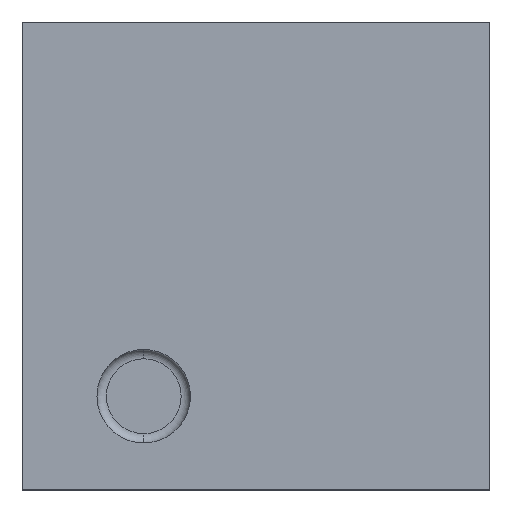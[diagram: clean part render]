
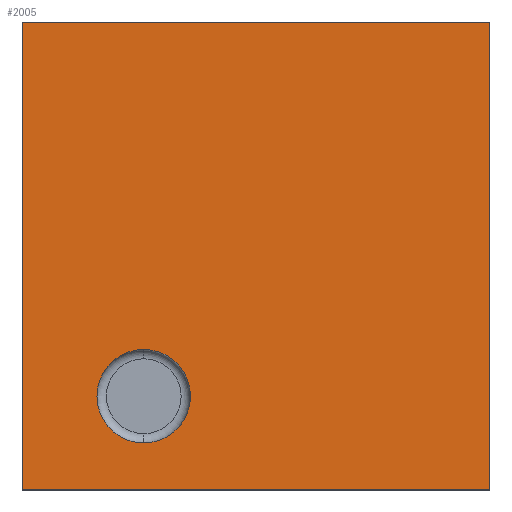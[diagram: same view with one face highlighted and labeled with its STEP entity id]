
A CAD part, top view. The second image highlights one B-rep face of the part: STEP entity #2005.
In plain terms, the highlighted planar face has unit normal (0, 0, 1).
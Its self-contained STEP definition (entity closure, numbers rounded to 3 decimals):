
#1827 = CARTESIAN_POINT ( 'NONE',  ( -0.6, -0.5, 0.8 ) ) ;
#1828 = VERTEX_POINT ( 'NONE', #1827 ) ;
#1836 = CARTESIAN_POINT ( 'NONE',  ( -0.6, -1., 0.8 ) ) ;
#1837 = VERTEX_POINT ( 'NONE', #1836 ) ;
#1838 = CARTESIAN_POINT ( 'NONE',  ( -0.6, -0.75, 0.8 ) ) ;
#1839 = DIRECTION ( 'NONE',  ( 0., 0., 1. ) ) ;
#1840 = DIRECTION ( 'NONE',  ( 0., -1., 0. ) ) ;
#1841 = AXIS2_PLACEMENT_3D ( 'NONE', #1838, #1839, #1840 ) ;
#1842 = CIRCLE ( 'NONE', #1841, 0.25) ;
#1843 = EDGE_CURVE ( 'NONE', #1828, #1837, #1842, .T. ) ;
#1870 = CARTESIAN_POINT ( 'NONE',  ( -1.25, -1.25, 0.8 ) ) ;
#1871 = VERTEX_POINT ( 'NONE', #1870 ) ;
#1878 = CARTESIAN_POINT ( 'NONE',  ( -1.25, 1.25, 0.8 ) ) ;
#1879 = VERTEX_POINT ( 'NONE', #1878 ) ;
#1880 = CARTESIAN_POINT ( 'NONE',  ( -1.25, -1.25, 0.8 ) ) ;
#1881 = DIRECTION ( 'NONE',  ( 0., -1., 0. ) ) ;
#1882 = VECTOR ( 'NONE', #1881, 1000. ) ;
#1883 = LINE ( 'NONE', #1880, #1882 ) ;
#1884 = EDGE_CURVE ( 'NONE', #1879, #1871, #1883, .T. ) ;
#1908 = CARTESIAN_POINT ( 'NONE',  ( 1.25, -1.25, 0.8 ) ) ;
#1909 = VERTEX_POINT ( 'NONE', #1908 ) ;
#1916 = CARTESIAN_POINT ( 'NONE',  ( 1.25, -1.25, 0.8 ) ) ;
#1917 = DIRECTION ( 'NONE',  ( 1., 0., 0. ) ) ;
#1918 = VECTOR ( 'NONE', #1917, 1000. ) ;
#1919 = LINE ( 'NONE', #1916, #1918 ) ;
#1920 = EDGE_CURVE ( 'NONE', #1871, #1909, #1919, .T. ) ;
#1939 = CARTESIAN_POINT ( 'NONE',  ( 1.25, 1.25, 0.8 ) ) ;
#1940 = VERTEX_POINT ( 'NONE', #1939 ) ;
#1947 = CARTESIAN_POINT ( 'NONE',  ( 1.25, -1.25, 0.8 ) ) ;
#1948 = DIRECTION ( 'NONE',  ( 0., 1., 0. ) ) ;
#1949 = VECTOR ( 'NONE', #1948, 1000. ) ;
#1950 = LINE ( 'NONE', #1947, #1949 ) ;
#1951 = EDGE_CURVE ( 'NONE', #1909, #1940, #1950, .T. ) ;
#1969 = CARTESIAN_POINT ( 'NONE',  ( 1.25, 1.25, 0.8 ) ) ;
#1970 = DIRECTION ( 'NONE',  ( -1., 0., 0. ) ) ;
#1971 = VECTOR ( 'NONE', #1970, 1000. ) ;
#1972 = LINE ( 'NONE', #1969, #1971 ) ;
#1973 = EDGE_CURVE ( 'NONE', #1940, #1879, #1972, .T. ) ;
#1984 = CARTESIAN_POINT ( 'NONE',  ( -0.6, -0.75, 0.8 ) ) ;
#1985 = DIRECTION ( 'NONE',  ( 0., 0., 1. ) ) ;
#1986 = DIRECTION ( 'NONE',  ( 0., -1., 0. ) ) ;
#1987 = AXIS2_PLACEMENT_3D ( 'NONE', #1984, #1985, #1986 ) ;
#1988 = CIRCLE ( 'NONE', #1987, 0.25) ;
#1989 = EDGE_CURVE ( 'NONE', #1837, #1828, #1988, .T. ) ;
#1990 = ORIENTED_EDGE ( 'NONE', *, *, #1989, .F. ) ;
#1991 = ORIENTED_EDGE ( 'NONE', *, *, #1843, .F. ) ;
#1992 = EDGE_LOOP ( 'NONE', ( #1990, #1991 ) ) ;
#1993 = FACE_BOUND ( 'NONE', #1992, .T. ) ;
#1994 = ORIENTED_EDGE ( 'NONE', *, *, #1884, .T. ) ;
#1995 = ORIENTED_EDGE ( 'NONE', *, *, #1920, .T. ) ;
#1996 = ORIENTED_EDGE ( 'NONE', *, *, #1951, .T. ) ;
#1997 = ORIENTED_EDGE ( 'NONE', *, *, #1973, .T. ) ;
#1998 = EDGE_LOOP ( 'NONE', ( #1994, #1995, #1996, #1997 ) ) ;
#1999 = FACE_OUTER_BOUND ( 'NONE', #1998, .T. ) ;
#2000 = CARTESIAN_POINT ( 'NONE',  ( 0., 0., 0.8 ) ) ;
#2001 = DIRECTION ( 'NONE',  ( 0., 0., 1. ) ) ;
#2002 = DIRECTION ( 'NONE',  ( 0., -1., 0. ) ) ;
#2003 = AXIS2_PLACEMENT_3D ( 'NONE', #2000, #2001, #2002 ) ;
#2004 = PLANE ( 'NONE', #2003 ) ;
#2005 = ADVANCED_FACE ( 'NONE', ( #1993, #1999 ), #2004, .T. ) ;
